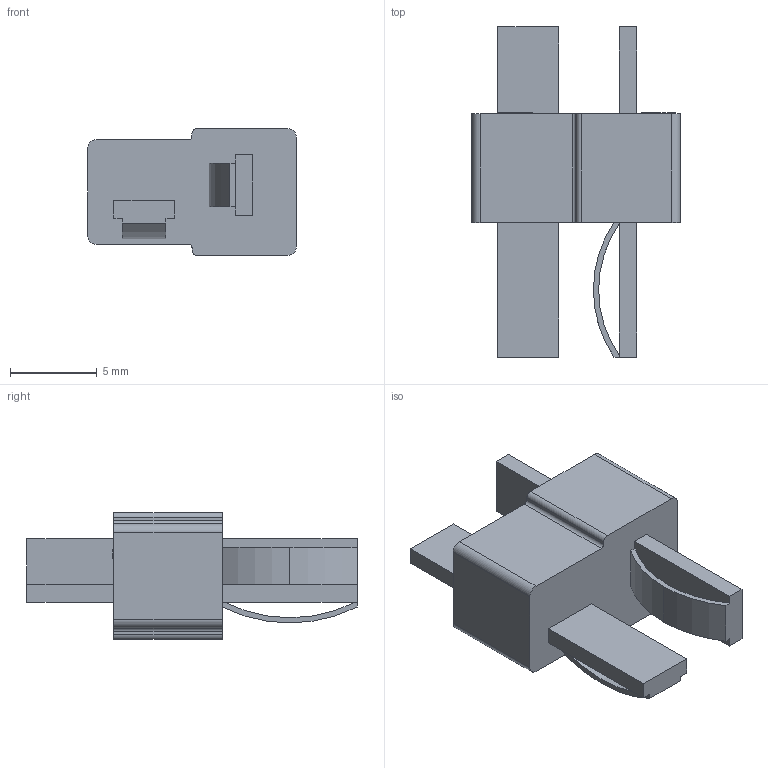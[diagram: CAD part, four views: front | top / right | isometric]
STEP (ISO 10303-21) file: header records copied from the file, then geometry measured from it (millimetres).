
FILE_DESCRIPTION (( 'STEP AP214' ), '1' );
FILE_NAME ('User Library-Deans.STEP', '2021-03-09T11:54:15', ( '' ), ( '' ), 'SwSTEP 2.0', 'SolidWorks 2020', '' );
FILE_SCHEMA (( 'AUTOMOTIVE_DESIGN' ));
Length unit declared in the file: millimetre
Products named in the file (1): User Library-Deans
Bounding box: 12 x 19 x 7.3 mm (x, y, z)
Volume: 598.9 mm3; surface area: 711.9 mm2
Topology: 1 solids, 1 shells, 78 faces, 222 edges, 148 vertices
Faces by surface type: plane 52, cylinder 26
Entity records: 3108 total; most frequent: CARTESIAN_POINT 449, ORIENTED_EDGE 444, DIRECTION 432, EDGE_CURVE 222, LINE 170, VECTOR 170, VERTEX_POINT 148, AXIS2_PLACEMENT_3D 131
